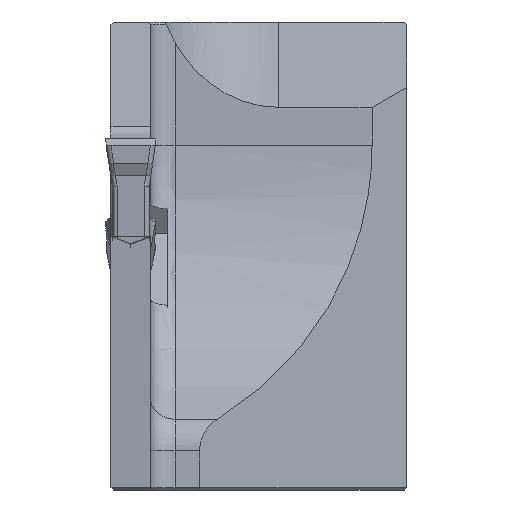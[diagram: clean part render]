
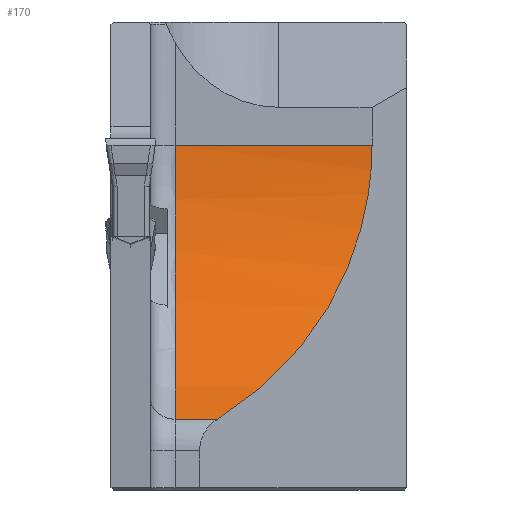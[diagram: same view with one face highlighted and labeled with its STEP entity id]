
A CAD part, left-side view. The second image highlights one B-rep face of the part: STEP entity #170.
In plain terms, the highlighted cylindrical face has radius 13 mm (diameter 26 mm), a partial arc.
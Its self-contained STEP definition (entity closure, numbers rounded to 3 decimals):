
#60=CYLINDRICAL_SURFACE('',#1763,13.);
#96=ELLIPSE('',#1735,18.385,13.);
#170=ADVANCED_FACE('',(#312),#60,.F.);
#312=FACE_OUTER_BOUND('',#402,.T.);
#402=EDGE_LOOP('',(#610,#611,#612,#613));
#486=CIRCLE('',#1762,13.);
#610=ORIENTED_EDGE('',*,*,#1172,.T.);
#611=ORIENTED_EDGE('',*,*,#1163,.T.);
#612=ORIENTED_EDGE('',*,*,#1230,.T.);
#613=ORIENTED_EDGE('',*,*,#1190,.F.);
#1003=VERTEX_POINT('',#2431);
#1004=VERTEX_POINT('',#2433);
#1010=VERTEX_POINT('',#2453);
#1025=VERTEX_POINT('',#2490);
#1163=EDGE_CURVE('',#1004,#1003,#1405,.T.);
#1172=EDGE_CURVE('',#1010,#1004,#96,.T.);
#1190=EDGE_CURVE('',#1010,#1025,#1422,.T.);
#1230=EDGE_CURVE('',#1003,#1025,#486,.T.);
#1405=LINE('',#2432,#1572);
#1422=LINE('',#2489,#1589);
#1572=VECTOR('',#1919,1.);
#1589=VECTOR('',#1966,1.);
#1735=AXIS2_PLACEMENT_3D('',#2452,#1934,#1935);
#1762=AXIS2_PLACEMENT_3D('',#2567,#2035,#2036);
#1763=AXIS2_PLACEMENT_3D('',#2568,#2037,#2038);
#1919=DIRECTION('',(0.,1.,0.));
#1934=DIRECTION('',(-0.707,-0.707,0.));
#1935=DIRECTION('',(-0.707,0.707,0.));
#1966=DIRECTION('',(0.,1.,0.));
#2035=DIRECTION('',(0.,1.,0.));
#2036=DIRECTION('',(0.,0.,1.));
#2037=DIRECTION('',(0.,1.,0.));
#2038=DIRECTION('',(0.,0.,-1.));
#2431=CARTESIAN_POINT('',(13.,9.4,0.));
#2432=CARTESIAN_POINT('',(13.,-93.005,0.));
#2433=CARTESIAN_POINT('',(13.,1.4,0.));
#2452=CARTESIAN_POINT('',(0.,14.4,0.));
#2453=CARTESIAN_POINT('',(6.724,7.676,-11.126));
#2489=CARTESIAN_POINT('',(6.724,-93.005,-11.126));
#2490=CARTESIAN_POINT('',(6.724,9.4,-11.126));
#2567=CARTESIAN_POINT('',(0.,9.4,0.));
#2568=CARTESIAN_POINT('',(0.,-93.005,0.));
